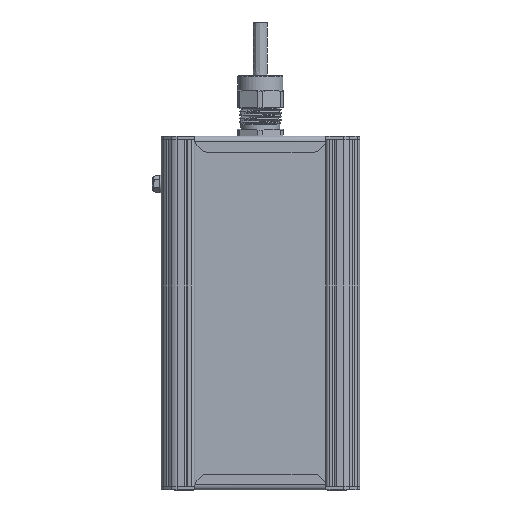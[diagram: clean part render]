
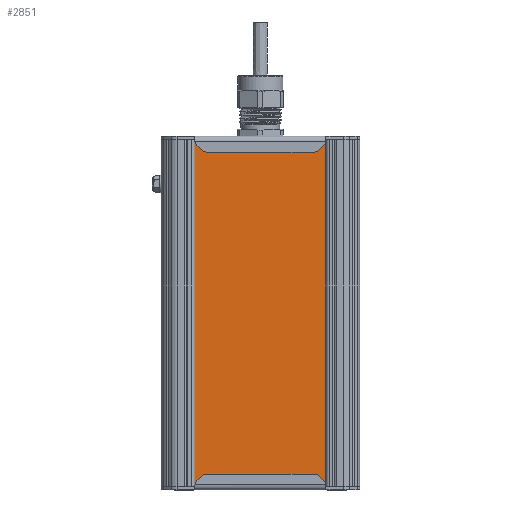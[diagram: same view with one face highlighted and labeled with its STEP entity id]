
A CAD part, front view. The second image highlights one B-rep face of the part: STEP entity #2851.
In plain terms, the highlighted face is planar.
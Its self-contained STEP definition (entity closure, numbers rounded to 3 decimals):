
#2851=ADVANCED_FACE('',(#9425),#9427,.T.);
#9425=FACE_BOUND('',#9426,.T.);
#9426=EDGE_LOOP('',(#34151,#34152,#34153,#34154));
#9427=PLANE('',#9428);
#9428=AXIS2_PLACEMENT_3D('',#9429,#9430,#9431);
#9429=CARTESIAN_POINT('',(120.465,593.492,117.308));
#9430=DIRECTION('',(0.,0.,-1.));
#9431=DIRECTION('',(0.,1.,0.));
#34151=ORIENTED_EDGE('',*,*,#38343,.T.);
#34152=ORIENTED_EDGE('',*,*,#38342,.F.);
#34153=ORIENTED_EDGE('',*,*,#38344,.T.);
#34154=ORIENTED_EDGE('',*,*,#38345,.T.);
#38342=EDGE_CURVE('',#41512,#41510,#41514,.T.);
#38343=EDGE_CURVE('',#41515,#41510,#41516,.T.);
#38344=EDGE_CURVE('',#41512,#41517,#41518,.T.);
#38345=EDGE_CURVE('',#41517,#41515,#41519,.T.);
#41510=VERTEX_POINT('',#51637);
#41512=VERTEX_POINT('',#51641);
#41514=LINE('',#51645,#51646);
#41515=VERTEX_POINT('',#51648);
#41516=LINE('',#51649,#51650);
#41517=VERTEX_POINT('',#51652);
#41518=LINE('',#51653,#51654);
#41519=LINE('',#51656,#51657);
#51637=CARTESIAN_POINT('',(316.465,593.492,117.308));
#51641=CARTESIAN_POINT('',(120.465,593.492,117.308));
#51645=CARTESIAN_POINT('',(120.465,593.492,117.308));
#51646=VECTOR('',#51647,1.);
#51647=DIRECTION('',(1.,0.,0.));
#51648=CARTESIAN_POINT('',(316.465,679.838,117.308));
#51649=CARTESIAN_POINT('',(316.465,679.838,117.308));
#51650=VECTOR('',#51651,1.);
#51651=DIRECTION('',(0.,-1.,0.));
#51652=CARTESIAN_POINT('',(120.465,679.838,117.308));
#51653=CARTESIAN_POINT('',(120.465,593.492,117.308));
#51654=VECTOR('',#51655,1.);
#51655=DIRECTION('',(0.,1.,0.));
#51656=CARTESIAN_POINT('',(120.465,679.838,117.308));
#51657=VECTOR('',#51658,1.);
#51658=DIRECTION('',(1.,0.,0.));
